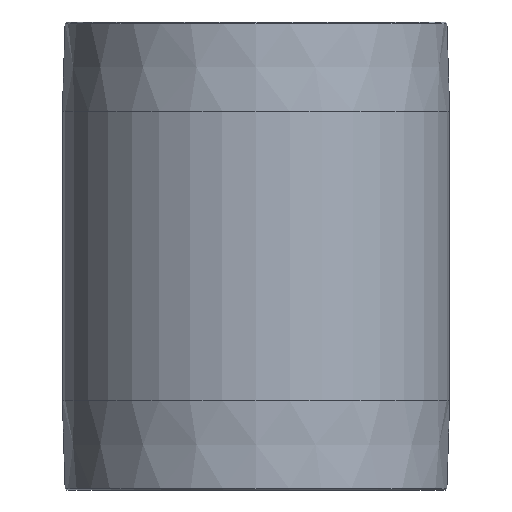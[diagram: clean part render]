
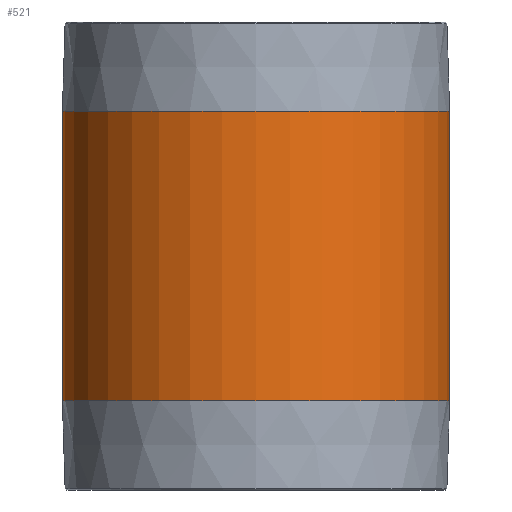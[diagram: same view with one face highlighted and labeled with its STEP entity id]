
A CAD part, front view. The second image highlights one B-rep face of the part: STEP entity #521.
In plain terms, the highlighted cylindrical face has radius 84.074 mm (diameter 168.148 mm), a partial arc.
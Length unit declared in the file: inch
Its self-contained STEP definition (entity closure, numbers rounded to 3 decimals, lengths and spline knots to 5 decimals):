
#27 = CIRCLE ( 'NONE', #473, 3.31 ) ;
#51 = CYLINDRICAL_SURFACE ( 'NONE', #456, 3.31 ) ;
#59 = CARTESIAN_POINT ( 'NONE',  ( 3.31, 0., 1.5265 ) ) ;
#62 = DIRECTION ( 'NONE',  ( 0., 0., -1. ) ) ;
#69 = EDGE_CURVE ( 'NONE', #144, #399, #354, .T. ) ;
#84 = VECTOR ( 'NONE', #179, 39.37008 ) ;
#86 = DIRECTION ( 'NONE',  ( -1., 0., 0. ) ) ;
#122 = ORIENTED_EDGE ( 'NONE', *, *, #499, .F. ) ;
#136 = DIRECTION ( 'NONE',  ( 0., 0., -1. ) ) ;
#139 = DIRECTION ( 'NONE',  ( 0., 0., -1. ) ) ;
#144 = VERTEX_POINT ( 'NONE', #369 ) ;
#145 = ORIENTED_EDGE ( 'NONE', *, *, #69, .T. ) ;
#148 = DIRECTION ( 'NONE',  ( 0., 0., -1. ) ) ;
#155 = EDGE_CURVE ( 'NONE', #198, #399, #27, .T. ) ;
#179 = DIRECTION ( 'NONE',  ( 0., 0., -1. ) ) ;
#185 = ORIENTED_EDGE ( 'NONE', *, *, #155, .F. ) ;
#198 = VERTEX_POINT ( 'NONE', #59 ) ;
#217 = ORIENTED_EDGE ( 'NONE', *, *, #402, .T. ) ;
#225 = DIRECTION ( 'NONE',  ( -1., 0., 0. ) ) ;
#228 = CARTESIAN_POINT ( 'NONE',  ( 0., 0., 6.4735 ) ) ;
#263 = FACE_OUTER_BOUND ( 'NONE', #480, .T. ) ;
#274 = CIRCLE ( 'NONE', #405, 3.31 ) ;
#296 = CARTESIAN_POINT ( 'NONE',  ( -3.31, 0., 1.5265 ) ) ;
#306 = CARTESIAN_POINT ( 'NONE',  ( 3.31, 0., 8. ) ) ;
#311 = VERTEX_POINT ( 'NONE', #338 ) ;
#315 = CARTESIAN_POINT ( 'NONE',  ( -3.31, 0., 8. ) ) ;
#338 = CARTESIAN_POINT ( 'NONE',  ( 3.31, 0., 6.4735 ) ) ;
#354 = LINE ( 'NONE', #315, #531 ) ;
#369 = CARTESIAN_POINT ( 'NONE',  ( -3.31, 0., 6.4735 ) ) ;
#383 = CARTESIAN_POINT ( 'NONE',  ( 0., 0., 8. ) ) ;
#399 = VERTEX_POINT ( 'NONE', #296 ) ;
#402 = EDGE_CURVE ( 'NONE', #311, #144, #274, .T. ) ;
#405 = AXIS2_PLACEMENT_3D ( 'NONE', #228, #139, #86 ) ;
#408 = DIRECTION ( 'NONE',  ( -1., 0., 0. ) ) ;
#453 = CARTESIAN_POINT ( 'NONE',  ( 0., 0., 1.5265 ) ) ;
#456 = AXIS2_PLACEMENT_3D ( 'NONE', #383, #136, #225 ) ;
#473 = AXIS2_PLACEMENT_3D ( 'NONE', #453, #148, #408 ) ;
#477 = LINE ( 'NONE', #306, #84 ) ;
#480 = EDGE_LOOP ( 'NONE', ( #122, #217, #145, #185 ) ) ;
#499 = EDGE_CURVE ( 'NONE', #311, #198, #477, .T. ) ;
#521 = ADVANCED_FACE ( 'NONE', ( #263 ), #51, .T. ) ;
#531 = VECTOR ( 'NONE', #62, 39.37008 ) ;
